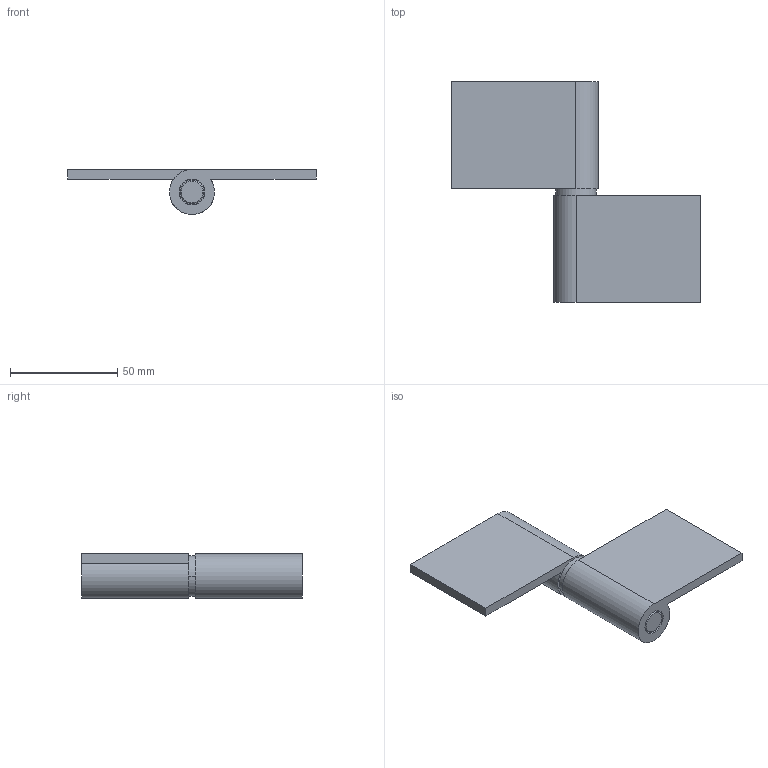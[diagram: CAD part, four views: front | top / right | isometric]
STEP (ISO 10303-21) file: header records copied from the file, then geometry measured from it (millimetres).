
FILE_DESCRIPTION (( 'STEP AP203' ), '1' );
FILE_NAME ('B-3-3.STEP', '2008-12-09T08:30:17', ( ' ' ), ( ' ' ), 'SwSTEP 2.0', 'SolidWorks 2007', '' );
FILE_SCHEMA (( 'CONFIG_CONTROL_DESIGN' ));
Length unit declared in the file: millimetre
Products named in the file (3): B-3-3僺儞__棉太倌; B-3-3; B-3-3僸儞僕_棉太倌
Assembly tree (3 placements, depth 2):
  B-3-3
    B-3-3僸儞僕_棉太倌  x2
    B-3-3僺儞__棉太倌
Bounding box: 116 x 103 x 21 mm (x, y, z)
Volume: 57050.8 mm3; surface area: 26594.1 mm2
Topology: 3 solids, 3 shells, 32 faces, 68 edges, 44 vertices
Faces by surface type: cylinder 14, plane 14, cone 4
Entity records: 954 total; most frequent: DIRECTION 129, CARTESIAN_POINT 106, ORIENTED_EDGE 94, AXIS2_PLACEMENT_3D 53, EDGE_CURVE 47, VERTEX_POINT 30, EDGE_LOOP 27, PERSON_AND_ORGANIZATION 27
